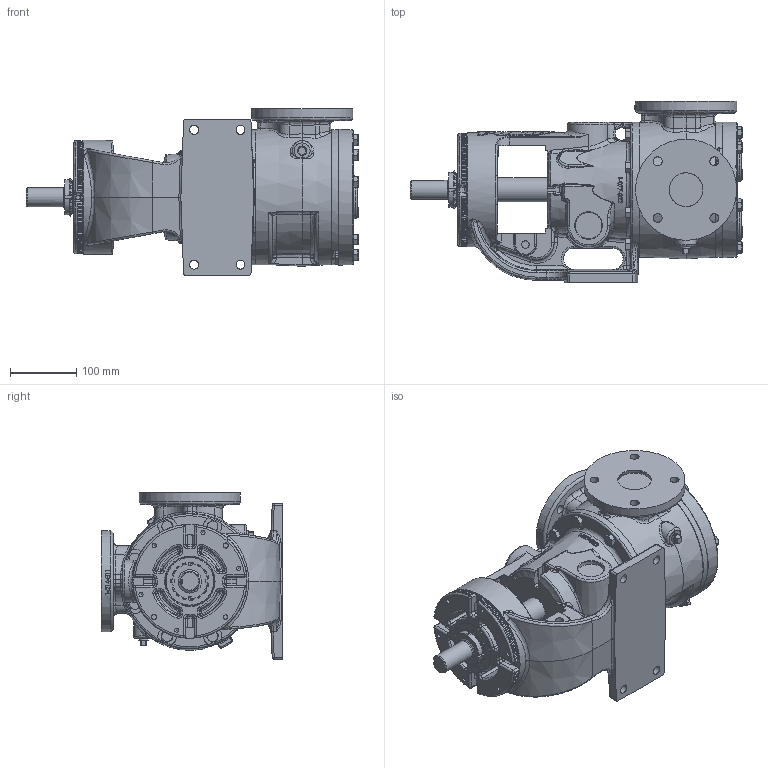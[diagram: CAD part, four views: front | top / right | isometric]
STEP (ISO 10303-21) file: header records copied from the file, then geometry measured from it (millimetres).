
FILE_DESCRIPTION (( 'STEP AP214' ), '1' );
FILE_NAME ('K224A.STEP', '2018-07-31T18:52:55', ( '' ), ( '' ), 'SwSTEP 2.0', 'SolidWorks 2017', '' );
FILE_SCHEMA (( 'AUTOMOTIVE_DESIGN' ));
Length unit declared in the file: inch
Products named in the file (1): K224A
Bounding box: 499.99 x 273.05 x 250.82 mm (x, y, z)
Volume: 11141769.1 mm3; surface area: 609533.3 mm2
Topology: 1 solids, 1 shells, 2438 faces, 6169 edges, 3719 vertices
Faces by surface type: plane 827, bspline 758, cone 515, cylinder 338
Full cylindrical faces by diameter (mm): 5.016 x6, 6.35 x6, 6.528 x2, 7.937 x4, 11.506 x1, 13.487 x4, 13.492 x8, 15.875 x14, 28.55 x1, 35.065 x1, 36.493 x1, 40.869 x1, 43.434 x1, 50.8 x2, 133.35 x1, 139.624 x1, 139.7 x1, 152.4 x2, 171.45 x1, 203.2 x2
Entity records: 182475 total; most frequent: CARTESIAN_POINT 112628, ORIENTED_EDGE 11840, DIRECTION 8784, EDGE_CURVE 5920, VERTEX_POINT 3662, AXIS2_PLACEMENT_3D 3514, EDGE_LOOP 2654, FACE_OUTER_BOUND 2511
